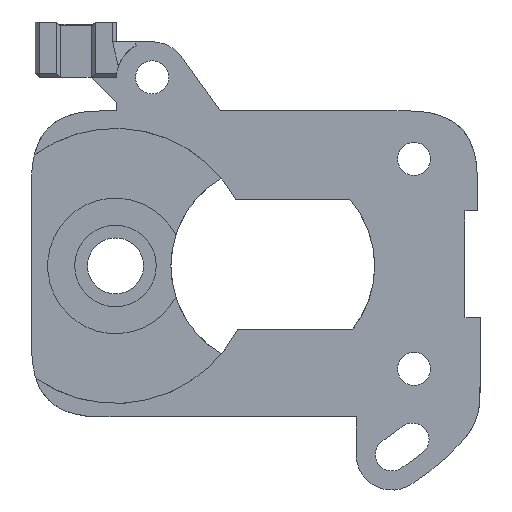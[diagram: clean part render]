
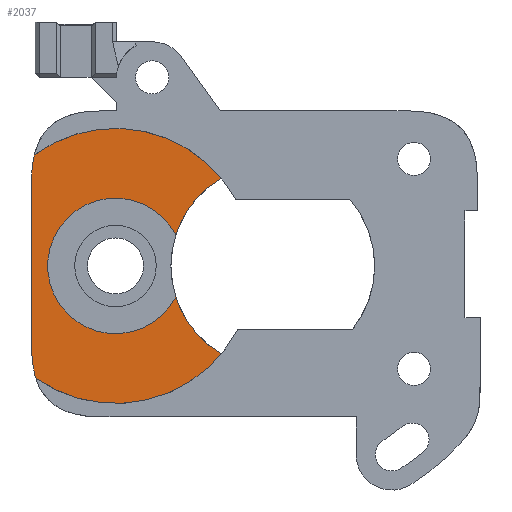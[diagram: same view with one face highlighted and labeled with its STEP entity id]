
A CAD part, front view. The second image highlights one B-rep face of the part: STEP entity #2037.
In plain terms, the highlighted planar face has unit normal (0, -1, 0).
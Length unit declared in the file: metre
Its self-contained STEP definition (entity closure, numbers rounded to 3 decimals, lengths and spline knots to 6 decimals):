
#59=CIRCLE('',#2178,0.01);
#61=CIRCLE('',#2180,0.01);
#63=CIRCLE('',#2183,0.0135);
#64=CIRCLE('',#2185,0.0135);
#71=CIRCLE('',#2200,0.00665);
#115=B_SPLINE_CURVE_WITH_KNOTS('',3,(#3460,#3461,#3462,#3463,#3464,#3465,
#3466),.UNSPECIFIED.,.F.,.F.,(4,3,4),(-0.000003,0.,0.000334),
 .PIECEWISE_BEZIER_KNOTS.);
#118=B_SPLINE_CURVE_WITH_KNOTS('',3,(#3490,#3491,#3492,#3493),
 .UNSPECIFIED.,.F.,.F.,(4,4),(0.,0.000373),.UNSPECIFIED.);
#119=B_SPLINE_CURVE_WITH_KNOTS('',3,(#3507,#3508,#3509,#3510),
 .UNSPECIFIED.,.F.,.F.,(4,4),(0.,0.00208),.UNSPECIFIED.);
#120=B_SPLINE_CURVE_WITH_KNOTS('',3,(#3514,#3515,#3516,#3517),
 .UNSPECIFIED.,.F.,.F.,(4,4),(0.,0.002561),.UNSPECIFIED.);
#289=LINE('',#3512,#494);
#494=VECTOR('',#2630,1.);
#883=ORIENTED_EDGE('',*,*,#1331,.F.);
#884=ORIENTED_EDGE('',*,*,#1328,.T.);
#885=ORIENTED_EDGE('',*,*,#1355,.F.);
#886=ORIENTED_EDGE('',*,*,#1324,.T.);
#887=ORIENTED_EDGE('',*,*,#1334,.F.);
#888=ORIENTED_EDGE('',*,*,#1346,.T.);
#889=ORIENTED_EDGE('',*,*,#1356,.T.);
#890=ORIENTED_EDGE('',*,*,#1357,.T.);
#891=ORIENTED_EDGE('',*,*,#1358,.T.);
#892=ORIENTED_EDGE('',*,*,#1349,.T.);
#1324=EDGE_CURVE('',#1566,#1565,#59,.T.);
#1328=EDGE_CURVE('',#1570,#1569,#61,.T.);
#1331=EDGE_CURVE('',#1570,#1572,#63,.T.);
#1334=EDGE_CURVE('',#1573,#1565,#64,.T.);
#1346=EDGE_CURVE('',#1573,#1580,#115,.T.);
#1349=EDGE_CURVE('',#1581,#1572,#118,.T.);
#1355=EDGE_CURVE('',#1566,#1569,#71,.T.);
#1356=EDGE_CURVE('',#1580,#1586,#119,.T.);
#1357=EDGE_CURVE('',#1586,#1587,#289,.T.);
#1358=EDGE_CURVE('',#1587,#1581,#120,.T.);
#1565=VERTEX_POINT('',#3389);
#1566=VERTEX_POINT('',#3391);
#1569=VERTEX_POINT('',#3397);
#1570=VERTEX_POINT('',#3399);
#1572=VERTEX_POINT('',#3405);
#1573=VERTEX_POINT('',#3409);
#1580=VERTEX_POINT('',#3459);
#1581=VERTEX_POINT('',#3481);
#1586=VERTEX_POINT('',#3511);
#1587=VERTEX_POINT('',#3513);
#1702=EDGE_LOOP('',(#883,#884,#885,#886,#887,#888,#889,#890,#891,#892));
#1835=FACE_BOUND('',#1702,.T.);
#1939=PLANE('',#2199);
#2037=ADVANCED_FACE('',(#1835),#1939,.T.);
#2178=AXIS2_PLACEMENT_3D('',#3390,#2571,#2572);
#2180=AXIS2_PLACEMENT_3D('',#3398,#2577,#2578);
#2183=AXIS2_PLACEMENT_3D('',#3404,#2584,#2585);
#2185=AXIS2_PLACEMENT_3D('',#3410,#2590,#2591);
#2199=AXIS2_PLACEMENT_3D('',#3505,#2626,#2627);
#2200=AXIS2_PLACEMENT_3D('',#3506,#2628,#2629);
#2571=DIRECTION('',(0.,1.,0.));
#2572=DIRECTION('',(0.,0.,1.));
#2577=DIRECTION('',(0.,1.,0.));
#2578=DIRECTION('',(0.,0.,1.));
#2584=DIRECTION('',(0.,1.,0.));
#2585=DIRECTION('',(0.,0.,1.));
#2590=DIRECTION('',(0.,1.,0.));
#2591=DIRECTION('',(0.,0.,1.));
#2626=DIRECTION('',(0.,-1.,0.));
#2627=DIRECTION('',(1.,0.,0.));
#2628=DIRECTION('',(0.,-1.,0.));
#2629=DIRECTION('',(0.,0.,1.));
#2630=DIRECTION('',(0.,0.,-1.));
#3389=CARTESIAN_POINT('',(0.035019,0.22774,0.120799));
#3390=CARTESIAN_POINT('',(0.040071,0.22774,0.112169));
#3391=CARTESIAN_POINT('',(0.030546,0.22774,0.115215));
#3397=CARTESIAN_POINT('',(0.030543,0.22774,0.109132));
#3398=CARTESIAN_POINT('',(0.040071,0.22774,0.112169));
#3399=CARTESIAN_POINT('',(0.03501,0.22774,0.103544));
#3404=CARTESIAN_POINT('',(0.024631,0.22774,0.112176));
#3405=CARTESIAN_POINT('',(0.016798,0.22774,0.101181));
#3409=CARTESIAN_POINT('',(0.016661,0.22774,0.123072));
#3410=CARTESIAN_POINT('',(0.024631,0.22774,0.112176));
#3459=CARTESIAN_POINT('',(0.016587,0.22774,0.122744));
#3460=CARTESIAN_POINT('',(0.016661,0.22774,0.123073));
#3461=CARTESIAN_POINT('',(0.016661,0.22774,0.123072));
#3462=CARTESIAN_POINT('',(0.016661,0.22774,0.123071));
#3463=CARTESIAN_POINT('',(0.01666,0.22774,0.12307));
#3464=CARTESIAN_POINT('',(0.016634,0.22774,0.122962));
#3465=CARTESIAN_POINT('',(0.016609,0.22774,0.122853));
#3466=CARTESIAN_POINT('',(0.016587,0.22774,0.122744));
#3481=CARTESIAN_POINT('',(0.016695,0.22774,0.101538));
#3490=CARTESIAN_POINT('',(0.016695,0.22774,0.101538));
#3491=CARTESIAN_POINT('',(0.016726,0.22774,0.101418));
#3492=CARTESIAN_POINT('',(0.01676,0.22774,0.101299));
#3493=CARTESIAN_POINT('',(0.016798,0.22774,0.10118));
#3505=CARTESIAN_POINT('',(0.040071,0.22774,0.112169));
#3506=CARTESIAN_POINT('',(0.024631,0.22774,0.112176));
#3507=CARTESIAN_POINT('',(0.016587,0.22774,0.122744));
#3508=CARTESIAN_POINT('',(0.016451,0.22774,0.122064));
#3509=CARTESIAN_POINT('',(0.0164,0.22774,0.12137));
#3510=CARTESIAN_POINT('',(0.016401,0.22774,0.120676));
#3511=CARTESIAN_POINT('',(0.016401,0.22774,0.120676));
#3512=CARTESIAN_POINT('',(0.016401,0.22774,0.120676));
#3513=CARTESIAN_POINT('',(0.016401,0.22774,0.104076));
#3514=CARTESIAN_POINT('',(0.016401,0.22774,0.104076));
#3515=CARTESIAN_POINT('',(0.0164,0.22774,0.103222));
#3516=CARTESIAN_POINT('',(0.016478,0.22774,0.102365));
#3517=CARTESIAN_POINT('',(0.016695,0.22774,0.101538));
